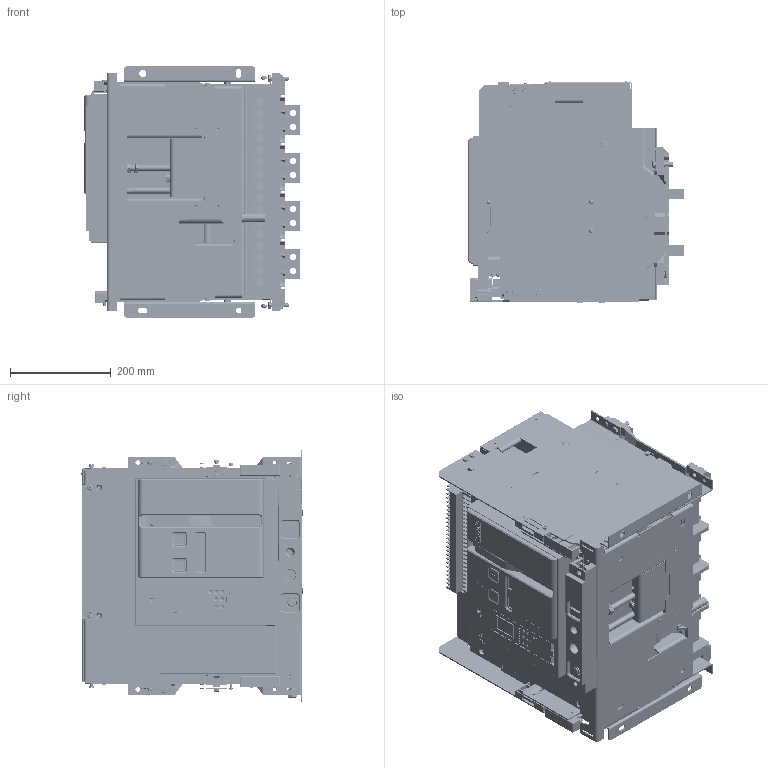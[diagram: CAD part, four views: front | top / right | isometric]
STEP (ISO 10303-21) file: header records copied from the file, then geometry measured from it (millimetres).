
FILE_DESCRIPTION((''),'2;1');
FILE_NAME('CDW3-2000N_H_4P_CT','2022-03-03T',('li.xiong'),(''),'PRO/ENGINEER BY PARAMETRIC TECHNOLOGY CORPORATION, 2015440','PRO/ENGINEER BY PARAMETRIC TECHNOLOGY CORPORATION, 2015440','');
FILE_SCHEMA(('CONFIG_CONTROL_DESIGN'));
Products named in the file (1): CDW3-2000N_H_4P_CT
Bounding box: 429 x 439.28 x 498 mm (x, y, z)
Volume: 53610390.1 mm3; surface area: 2871790.5 mm2
Topology: 58 solids, 59 shells, 8670 faces, 23979 edges, 15593 vertices
Faces by surface type: plane 4998, cylinder 2464, cone 726, torus 336, bspline 79, sphere 48, extrusion 19
Entity records: 293646 total; most frequent: CARTESIAN_POINT 68973, ORIENTED_EDGE 47830, DIRECTION 45946, EDGE_CURVE 23915, VERTEX_POINT 15592, VECTOR 15492, LINE 15473, AXIS2_PLACEMENT_3D 15227
